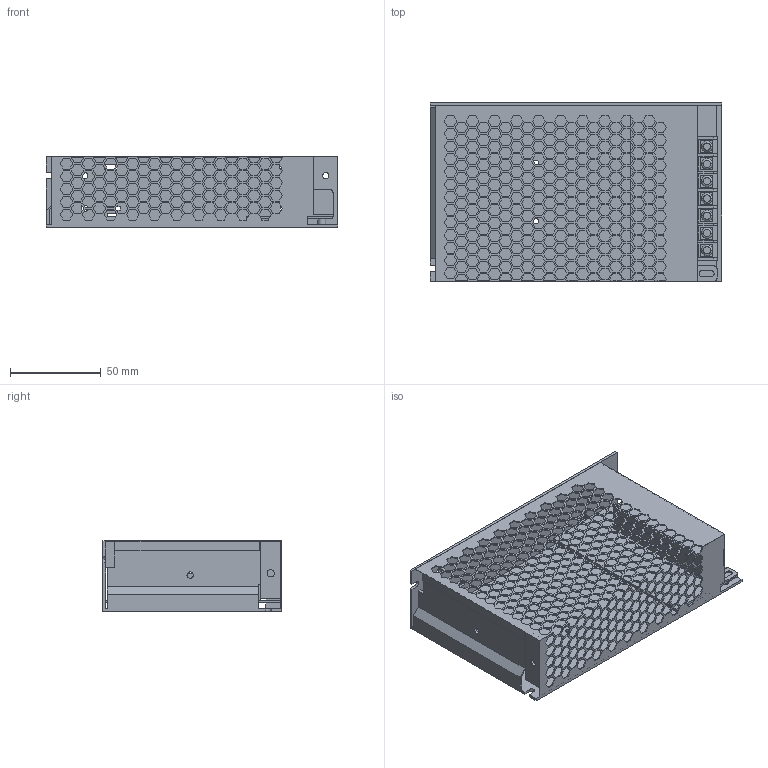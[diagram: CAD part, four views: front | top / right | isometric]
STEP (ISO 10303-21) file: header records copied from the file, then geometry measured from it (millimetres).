
FILE_DESCRIPTION (( 'STEP AP214' ), '1' );
FILE_NAME ('F605T-9.5-7P-V1.2.STEP', '2025-07-08T04:27:41', ( '' ), ( '' ), 'SwSTEP 2.0', 'SolidWorks 2020', '' );
FILE_SCHEMA (( 'AUTOMOTIVE_DESIGN' ));
Products named in the file (1): F605T-9.5-7P-V1.2
Bounding box: 160 x 98 x 39 mm (x, y, z)
Volume: 63853.7 mm3; surface area: 89334.6 mm2
Topology: 1 solids, 1 shells, 2398 faces, 7174 edges, 4768 vertices
Faces by surface type: plane 2325, cylinder 59, torus 14
Entity records: 80597 total; most frequent: ORIENTED_EDGE 14348, CARTESIAN_POINT 14341, DIRECTION 12121, EDGE_CURVE 7174, LINE 7025, VECTOR 7025, VERTEX_POINT 4768, EDGE_LOOP 3132
